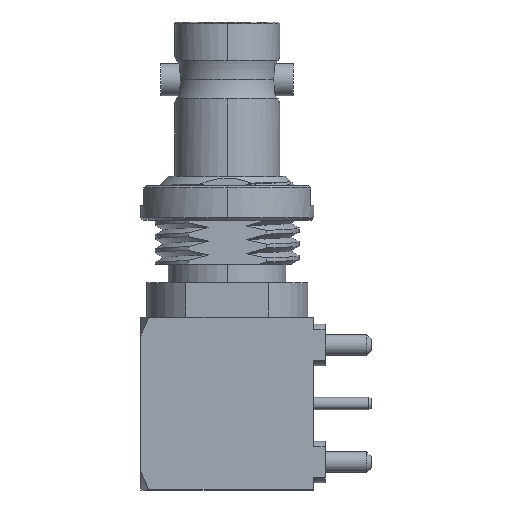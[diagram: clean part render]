
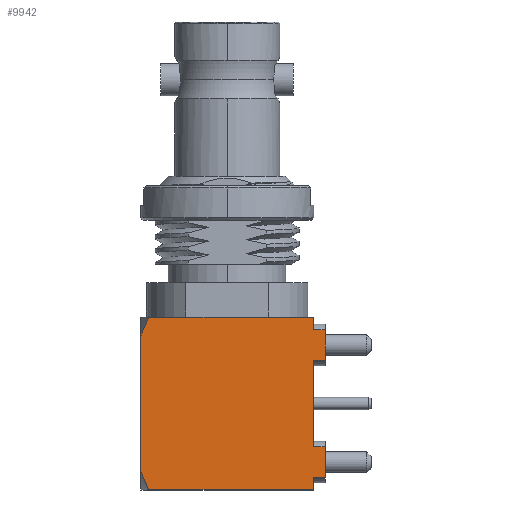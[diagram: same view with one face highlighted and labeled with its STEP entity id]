
A CAD part, left-side view. The second image highlights one B-rep face of the part: STEP entity #9942.
In plain terms, the highlighted planar face has unit normal (-1, 0, 0).
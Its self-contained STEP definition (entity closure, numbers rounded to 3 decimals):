
#400 = CARTESIAN_POINT ( 'NONE',  ( -3.15, 3.75, -1.077 ) ) ;
#443 = DIRECTION ( 'NONE',  ( 0., 1., 0. ) ) ;
#476 = VECTOR ( 'NONE', #10125, 1000. ) ;
#630 = ORIENTED_EDGE ( 'NONE', *, *, #5617, .T. ) ;
#784 = VERTEX_POINT ( 'NONE', #8773 ) ;
#833 = CARTESIAN_POINT ( 'NONE',  ( -3.15, -3.75, -1.352 ) ) ;
#1139 = CARTESIAN_POINT ( 'NONE',  ( -3.15, 6.25, -1.9 ) ) ;
#1166 = EDGE_CURVE ( 'NONE', #1903, #4516, #5527, .T. ) ;
#1317 = EDGE_CURVE ( 'NONE', #8011, #10011, #11241, .T. ) ;
#1397 = ORIENTED_EDGE ( 'NONE', *, *, #1317, .T. ) ;
#1502 = CARTESIAN_POINT ( 'NONE',  ( -3.15, 3.641, -1.354 ) ) ;
#1523 = CARTESIAN_POINT ( 'NONE',  ( -3.15, -3.75, 3.728 ) ) ;
#1611 = ORIENTED_EDGE ( 'NONE', *, *, #5228, .T. ) ;
#1677 = DIRECTION ( 'NONE',  ( 0., 1., 0. ) ) ;
#1678 = VECTOR ( 'NONE', #9240, 1000. ) ;
#1802 = CARTESIAN_POINT ( 'NONE',  ( -3.15, -6.25, 5.052 ) ) ;
#1903 = VERTEX_POINT ( 'NONE', #1996 ) ;
#1996 = CARTESIAN_POINT ( 'NONE',  ( -3.15, -4.25, -1.352 ) ) ;
#2039 = LINE ( 'NONE', #11214, #1678 ) ;
#2103 = LINE ( 'NONE', #1139, #10457 ) ;
#2121 = CARTESIAN_POINT ( 'NONE',  ( -3.15, -4.25, 4.39 ) ) ;
#2509 = CARTESIAN_POINT ( 'NONE',  ( -3.15, -3.75, -1.9 ) ) ;
#2516 = ORIENTED_EDGE ( 'NONE', *, *, #6211, .T. ) ;
#2647 = LINE ( 'NONE', #1802, #8858 ) ;
#2900 = DIRECTION ( 'NONE',  ( 0., -1., 0. ) ) ;
#2960 = EDGE_CURVE ( 'NONE', #10011, #4392, #2647, .T. ) ;
#2996 = EDGE_CURVE ( 'NONE', #3153, #7404, #3750, .T. ) ;
#3059 = AXIS2_PLACEMENT_3D ( 'NONE', #4783, #11404, #11349 ) ;
#3144 = EDGE_CURVE ( 'NONE', #4148, #784, #8622, .T. ) ;
#3153 = VERTEX_POINT ( 'NONE', #7696 ) ;
#3218 = VECTOR ( 'NONE', #10224, 1000. ) ;
#3414 = CARTESIAN_POINT ( 'NONE',  ( -3.15, -6.25, 3.728 ) ) ;
#3440 = CARTESIAN_POINT ( 'NONE',  ( -3.15, 3.405, 5.6 ) ) ;
#3447 = EDGE_CURVE ( 'NONE', #1903, #10205, #9964, .T. ) ;
#3527 = ORIENTED_EDGE ( 'NONE', *, *, #1166, .T. ) ;
#3585 = CARTESIAN_POINT ( 'NONE',  ( -3.15, -3.75, -1.9 ) ) ;
#3750 = LINE ( 'NONE', #6352, #3218 ) ;
#3754 = EDGE_CURVE ( 'NONE', #8011, #11541, #7852, .T. ) ;
#4017 = VECTOR ( 'NONE', #1677, 1000. ) ;
#4026 = VECTOR ( 'NONE', #9776, 1000. ) ;
#4148 = VERTEX_POINT ( 'NONE', #10406 ) ;
#4161 = ORIENTED_EDGE ( 'NONE', *, *, #4939, .T. ) ;
#4173 = CARTESIAN_POINT ( 'NONE',  ( -3.15, 3.525, -1.628 ) ) ;
#4268 = EDGE_CURVE ( 'NONE', #4392, #784, #2039, .T. ) ;
#4359 = EDGE_LOOP ( 'NONE', ( #630, #8586, #5637, #1611, #2516, #8292, #3527, #4161, #10527, #12065, #1397, #11523, #11554, #7064 ) ) ;
#4392 = VERTEX_POINT ( 'NONE', #7976 ) ;
#4421 = CARTESIAN_POINT ( 'NONE',  ( -3.15, -6.25, -0.028 ) ) ;
#4516 = VERTEX_POINT ( 'NONE', #10137 ) ;
#4740 = DIRECTION ( 'NONE',  ( 0., 0., 1. ) ) ;
#4779 = CARTESIAN_POINT ( 'NONE',  ( -3.15, 6.25, 5.6 ) ) ;
#4783 = CARTESIAN_POINT ( 'NONE',  ( -3.15, 6.25, -1.9 ) ) ;
#4875 = CARTESIAN_POINT ( 'NONE',  ( -3.15, -3.75, -1.9 ) ) ;
#4939 = EDGE_CURVE ( 'NONE', #4516, #8133, #10105, .T. ) ;
#5228 = EDGE_CURVE ( 'NONE', #9845, #7374, #2103, .T. ) ;
#5527 = LINE ( 'NONE', #8082, #476 ) ;
#5617 = EDGE_CURVE ( 'NONE', #4148, #3153, #11993, .T. ) ;
#5637 = ORIENTED_EDGE ( 'NONE', *, *, #11782, .T. ) ;
#5790 = CARTESIAN_POINT ( 'NONE',  ( -3.15, 3.75, -1.077 ) ) ;
#6036 = CARTESIAN_POINT ( 'NONE',  ( -3.15, -6.25, -1.352 ) ) ;
#6048 = CARTESIAN_POINT ( 'NONE',  ( -3.15, 3.641, 5.053 ) ) ;
#6180 = CARTESIAN_POINT ( 'NONE',  ( -3.15, -4.25, 5.052 ) ) ;
#6211 = EDGE_CURVE ( 'NONE', #7374, #10205, #9902, .T. ) ;
#6285 = CARTESIAN_POINT ( 'NONE',  ( -3.15, 3.525, 5.328 ) ) ;
#6352 = CARTESIAN_POINT ( 'NONE',  ( -3.15, 3.75, 1.85 ) ) ;
#6834 = PLANE ( 'NONE',  #3059 ) ;
#6949 = VECTOR ( 'NONE', #11052, 1000. ) ;
#7064 = ORIENTED_EDGE ( 'NONE', *, *, #3144, .F. ) ;
#7108 = VECTOR ( 'NONE', #7122, 1000. ) ;
#7122 = DIRECTION ( 'NONE',  ( 0., 1., 0. ) ) ;
#7296 = LINE ( 'NONE', #3585, #6949 ) ;
#7374 = VERTEX_POINT ( 'NONE', #4875 ) ;
#7400 = CARTESIAN_POINT ( 'NONE',  ( -3.15, 3.405, -1.9 ) ) ;
#7404 = VERTEX_POINT ( 'NONE', #5790 ) ;
#7676 = VECTOR ( 'NONE', #4740, 1000. ) ;
#7696 = CARTESIAN_POINT ( 'NONE',  ( -3.15, 3.75, 4.777 ) ) ;
#7756 = FACE_OUTER_BOUND ( 'NONE', #4359, .T. ) ;
#7772 = EDGE_CURVE ( 'NONE', #8133, #11541, #7296, .T. ) ;
#7776 = CARTESIAN_POINT ( 'NONE',  ( -3.15, -3.75, -0.028 ) ) ;
#7852 = LINE ( 'NONE', #3414, #7108 ) ;
#7926 = B_SPLINE_CURVE_WITH_KNOTS ( 'NONE', 3,
 ( #400, #1502, #4173, #8929 ),
 .UNSPECIFIED., .F., .F.,
 ( 4, 4 ),
 ( 0.012, 0.013 ),
 .UNSPECIFIED. ) ;
#7976 = CARTESIAN_POINT ( 'NONE',  ( -3.15, -3.75, 5.052 ) ) ;
#8011 = VERTEX_POINT ( 'NONE', #8346 ) ;
#8082 = CARTESIAN_POINT ( 'NONE',  ( -3.15, -4.25, -0.69 ) ) ;
#8133 = VERTEX_POINT ( 'NONE', #7776 ) ;
#8292 = ORIENTED_EDGE ( 'NONE', *, *, #3447, .F. ) ;
#8320 = DIRECTION ( 'NONE',  ( 0., 1., 0. ) ) ;
#8346 = CARTESIAN_POINT ( 'NONE',  ( -3.15, -4.25, 3.728 ) ) ;
#8586 = ORIENTED_EDGE ( 'NONE', *, *, #2996, .T. ) ;
#8622 = LINE ( 'NONE', #4779, #11825 ) ;
#8773 = CARTESIAN_POINT ( 'NONE',  ( -3.15, -3.75, 5.6 ) ) ;
#8858 = VECTOR ( 'NONE', #8320, 1000. ) ;
#8929 = CARTESIAN_POINT ( 'NONE',  ( -3.15, 3.405, -1.9 ) ) ;
#9240 = DIRECTION ( 'NONE',  ( 0., 0., 1. ) ) ;
#9423 = DIRECTION ( 'NONE',  ( 0., -1., 0. ) ) ;
#9776 = DIRECTION ( 'NONE',  ( 0., 0., 1. ) ) ;
#9845 = VERTEX_POINT ( 'NONE', #7400 ) ;
#9902 = LINE ( 'NONE', #2509, #4026 ) ;
#9942 = ADVANCED_FACE ( 'NONE', ( #7756 ), #6834, .F. ) ;
#9964 = LINE ( 'NONE', #6036, #10255 ) ;
#10011 = VERTEX_POINT ( 'NONE', #6180 ) ;
#10105 = LINE ( 'NONE', #4421, #4017 ) ;
#10125 = DIRECTION ( 'NONE',  ( 0., 0., 1. ) ) ;
#10137 = CARTESIAN_POINT ( 'NONE',  ( -3.15, -4.25, -0.028 ) ) ;
#10205 = VERTEX_POINT ( 'NONE', #833 ) ;
#10224 = DIRECTION ( 'NONE',  ( 0., 0., -1. ) ) ;
#10255 = VECTOR ( 'NONE', #443, 1000. ) ;
#10406 = CARTESIAN_POINT ( 'NONE',  ( -3.15, 3.405, 5.6 ) ) ;
#10457 = VECTOR ( 'NONE', #2900, 1000. ) ;
#10527 = ORIENTED_EDGE ( 'NONE', *, *, #7772, .T. ) ;
#11023 = CARTESIAN_POINT ( 'NONE',  ( -3.15, 3.75, 4.777 ) ) ;
#11052 = DIRECTION ( 'NONE',  ( 0., 0., 1. ) ) ;
#11214 = CARTESIAN_POINT ( 'NONE',  ( -3.15, -3.75, -1.9 ) ) ;
#11241 = LINE ( 'NONE', #2121, #7676 ) ;
#11349 = DIRECTION ( 'NONE',  ( 0., 0., -1. ) ) ;
#11404 = DIRECTION ( 'NONE',  ( 1., 0., 0. ) ) ;
#11523 = ORIENTED_EDGE ( 'NONE', *, *, #2960, .T. ) ;
#11541 = VERTEX_POINT ( 'NONE', #1523 ) ;
#11554 = ORIENTED_EDGE ( 'NONE', *, *, #4268, .T. ) ;
#11782 = EDGE_CURVE ( 'NONE', #7404, #9845, #7926, .T. ) ;
#11825 = VECTOR ( 'NONE', #9423, 1000. ) ;
#11993 = B_SPLINE_CURVE_WITH_KNOTS ( 'NONE', 3,
 ( #3440, #6285, #6048, #11023 ),
 .UNSPECIFIED., .F., .F.,
 ( 4, 4 ),
 ( 0.005, 0.006 ),
 .UNSPECIFIED. ) ;
#12065 = ORIENTED_EDGE ( 'NONE', *, *, #3754, .F. ) ;
